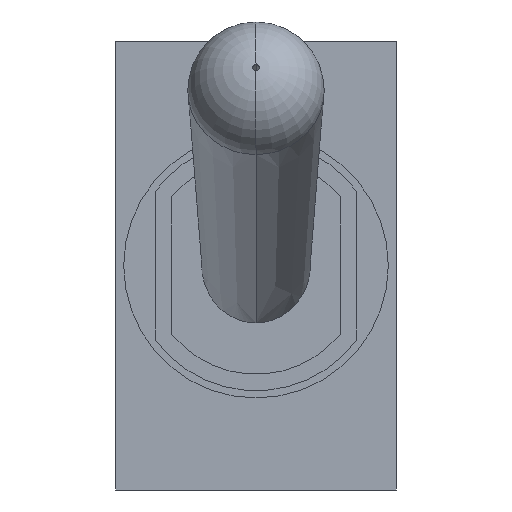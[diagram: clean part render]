
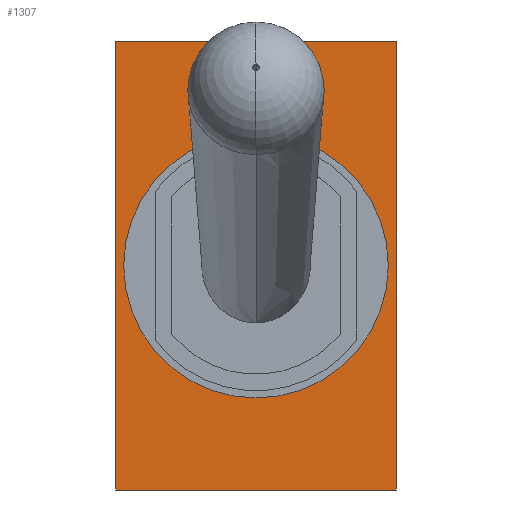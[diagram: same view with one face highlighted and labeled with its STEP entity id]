
A CAD part, front view. The second image highlights one B-rep face of the part: STEP entity #1307.
In plain terms, the highlighted planar face has unit normal (0, -1, 0).
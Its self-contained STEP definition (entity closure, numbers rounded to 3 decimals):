
#106 = VECTOR ( 'NONE', #720, 1000. ) ;
#258 = CARTESIAN_POINT ( 'NONE',  ( 0., -9., 0. ) ) ;
#348 = ORIENTED_EDGE ( 'NONE', *, *, #867, .F. ) ;
#351 = FACE_OUTER_BOUND ( 'NONE', #1155, .T. ) ;
#353 = VERTEX_POINT ( 'NONE', #1227 ) ;
#367 = CIRCLE ( 'NONE', #1549, 2.4 ) ;
#380 = DIRECTION ( 'NONE',  ( 1., 0., 0. ) ) ;
#396 = CARTESIAN_POINT ( 'NONE',  ( 0., -9., 0. ) ) ;
#442 = CARTESIAN_POINT ( 'NONE',  ( 2.54, -9., 4.07 ) ) ;
#448 = DIRECTION ( 'NONE',  ( 0., 1., 0. ) ) ;
#453 = EDGE_CURVE ( 'NONE', #1880, #1052, #695, .T. ) ;
#555 = CARTESIAN_POINT ( 'NONE',  ( 0., -9., 4.07 ) ) ;
#583 = DIRECTION ( 'NONE',  ( 0., 0., -1. ) ) ;
#625 = AXIS2_PLACEMENT_3D ( 'NONE', #1080, #2145, #1802 ) ;
#673 = PLANE ( 'NONE',  #1215 ) ;
#680 = DIRECTION ( 'NONE',  ( -1., 0., 0. ) ) ;
#692 = VECTOR ( 'NONE', #380, 1000. ) ;
#695 = CIRCLE ( 'NONE', #625, 2.4 ) ;
#720 = DIRECTION ( 'NONE',  ( 0., 0., 1. ) ) ;
#739 = EDGE_CURVE ( 'NONE', #1783, #1720, #1247, .T. ) ;
#759 = ORIENTED_EDGE ( 'NONE', *, *, #453, .F. ) ;
#790 = VERTEX_POINT ( 'NONE', #1827 ) ;
#815 = ORIENTED_EDGE ( 'NONE', *, *, #2198, .F. ) ;
#821 = EDGE_CURVE ( 'NONE', #353, #1783, #1098, .T. ) ;
#832 = LINE ( 'NONE', #442, #1929 ) ;
#867 = EDGE_CURVE ( 'NONE', #1720, #790, #832, .T. ) ;
#945 = VECTOR ( 'NONE', #680, 1000. ) ;
#1052 = VERTEX_POINT ( 'NONE', #1835 ) ;
#1080 = CARTESIAN_POINT ( 'NONE',  ( 0., -9., 0. ) ) ;
#1098 = LINE ( 'NONE', #2155, #106 ) ;
#1155 = EDGE_LOOP ( 'NONE', ( #1611, #1290, #2032, #348 ) ) ;
#1215 = AXIS2_PLACEMENT_3D ( 'NONE', #258, #448, #2071 ) ;
#1227 = CARTESIAN_POINT ( 'NONE',  ( -2.54, -9., -4.07 ) ) ;
#1247 = LINE ( 'NONE', #555, #692 ) ;
#1290 = ORIENTED_EDGE ( 'NONE', *, *, #821, .F. ) ;
#1307 = ADVANCED_FACE ( 'NONE', ( #351, #1345 ), #673, .F. ) ;
#1345 = FACE_BOUND ( 'NONE', #1531, .T. ) ;
#1420 = CARTESIAN_POINT ( 'NONE',  ( -2.54, -9., 4.07 ) ) ;
#1520 = EDGE_CURVE ( 'NONE', #790, #353, #1837, .T. ) ;
#1531 = EDGE_LOOP ( 'NONE', ( #759, #815 ) ) ;
#1546 = DIRECTION ( 'NONE',  ( 0., 0., -1. ) ) ;
#1549 = AXIS2_PLACEMENT_3D ( 'NONE', #396, #1667, #583 ) ;
#1611 = ORIENTED_EDGE ( 'NONE', *, *, #739, .F. ) ;
#1667 = DIRECTION ( 'NONE',  ( 0., -1., 0. ) ) ;
#1720 = VERTEX_POINT ( 'NONE', #2114 ) ;
#1768 = CARTESIAN_POINT ( 'NONE',  ( 2.54, -9., -4.07 ) ) ;
#1783 = VERTEX_POINT ( 'NONE', #1420 ) ;
#1802 = DIRECTION ( 'NONE',  ( 0., 0., -1. ) ) ;
#1827 = CARTESIAN_POINT ( 'NONE',  ( 2.54, -9., -4.07 ) ) ;
#1835 = CARTESIAN_POINT ( 'NONE',  ( 0., -9., 2.4 ) ) ;
#1837 = LINE ( 'NONE', #1768, #945 ) ;
#1880 = VERTEX_POINT ( 'NONE', #2167 ) ;
#1929 = VECTOR ( 'NONE', #1546, 1000. ) ;
#2032 = ORIENTED_EDGE ( 'NONE', *, *, #1520, .F. ) ;
#2071 = DIRECTION ( 'NONE',  ( 0., 0., 1. ) ) ;
#2114 = CARTESIAN_POINT ( 'NONE',  ( 2.54, -9., 4.07 ) ) ;
#2145 = DIRECTION ( 'NONE',  ( 0., -1., 0. ) ) ;
#2155 = CARTESIAN_POINT ( 'NONE',  ( -2.54, -9., 0. ) ) ;
#2167 = CARTESIAN_POINT ( 'NONE',  ( 0., -9., -2.4 ) ) ;
#2198 = EDGE_CURVE ( 'NONE', #1052, #1880, #367, .T. ) ;
